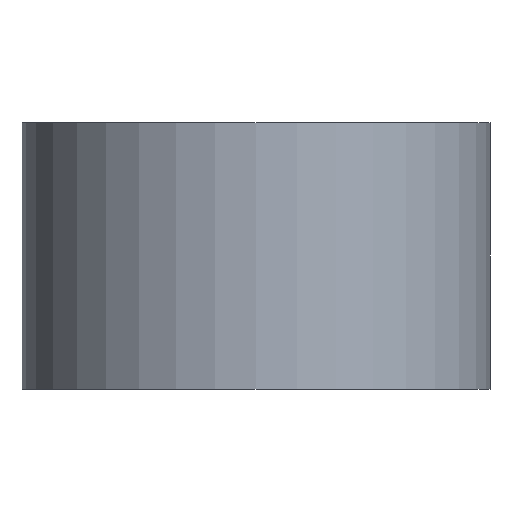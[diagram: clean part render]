
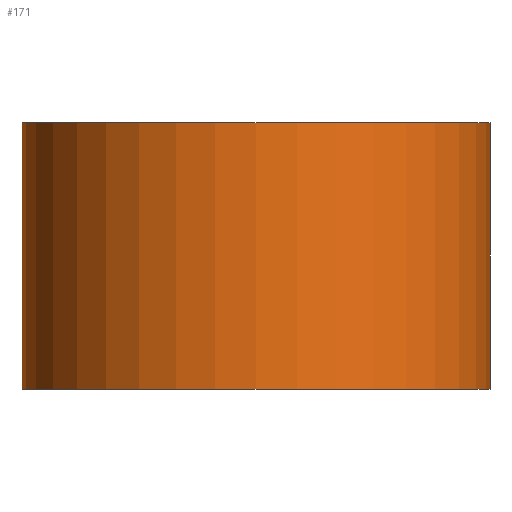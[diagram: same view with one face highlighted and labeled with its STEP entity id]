
A CAD part, front view. The second image highlights one B-rep face of the part: STEP entity #171.
In plain terms, the highlighted cylindrical face has radius 13.919 mm (diameter 27.838 mm), a partial arc.
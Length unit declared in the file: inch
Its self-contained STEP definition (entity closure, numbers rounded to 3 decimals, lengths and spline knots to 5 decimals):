
#11 = ORIENTED_EDGE ( 'NONE', *, *, #139, .F. ) ;
#39 = FACE_OUTER_BOUND ( 'NONE', #426, .T. ) ;
#40 = VERTEX_POINT ( 'NONE', #447 ) ;
#45 = DIRECTION ( 'NONE',  ( 0., 0., -1. ) ) ;
#59 = EDGE_CURVE ( 'NONE', #327, #40, #241, .T. ) ;
#78 = ORIENTED_EDGE ( 'NONE', *, *, #59, .F. ) ;
#85 = ORIENTED_EDGE ( 'NONE', *, *, #448, .T. ) ;
#101 = DIRECTION ( 'NONE',  ( 1., 0., 0. ) ) ;
#108 = VECTOR ( 'NONE', #45, 39.37008 ) ;
#119 = LINE ( 'NONE', #375, #108 ) ;
#130 = DIRECTION ( 'NONE',  ( 0., 0., -1. ) ) ;
#136 = CARTESIAN_POINT ( 'NONE',  ( 0.5, -0.92, 0.3125 ) ) ;
#139 = EDGE_CURVE ( 'NONE', #40, #387, #326, .T. ) ;
#141 = CARTESIAN_POINT ( 'NONE',  ( 0.5, -1.468, 0.3125 ) ) ;
#167 = DIRECTION ( 'NONE',  ( 0., 0., -1. ) ) ;
#171 = ADVANCED_FACE ( 'NONE', ( #39 ), #245, .T. ) ;
#178 = DIRECTION ( 'NONE',  ( -1., 0., 0. ) ) ;
#198 = CARTESIAN_POINT ( 'NONE',  ( 0.5, -0.92, 0.3125 ) ) ;
#205 = CARTESIAN_POINT ( 'NONE',  ( -0.048, -1.468, 0.3125 ) ) ;
#239 = AXIS2_PLACEMENT_3D ( 'NONE', #476, #440, #428 ) ;
#241 = LINE ( 'NONE', #136, #467 ) ;
#245 = CYLINDRICAL_SURFACE ( 'NONE', #474, 0.548 ) ;
#249 = CARTESIAN_POINT ( 'NONE',  ( 0.5, -1.468, 0.3125 ) ) ;
#267 = CIRCLE ( 'NONE', #325, 0.548 ) ;
#282 = ORIENTED_EDGE ( 'NONE', *, *, #437, .T. ) ;
#299 = VERTEX_POINT ( 'NONE', #205 ) ;
#304 = CARTESIAN_POINT ( 'NONE',  ( -0.048, -1.468, -0.3125 ) ) ;
#325 = AXIS2_PLACEMENT_3D ( 'NONE', #249, #130, #101 ) ;
#326 = CIRCLE ( 'NONE', #239, 0.548 ) ;
#327 = VERTEX_POINT ( 'NONE', #198 ) ;
#375 = CARTESIAN_POINT ( 'NONE',  ( -0.048, -1.468, 0.3125 ) ) ;
#387 = VERTEX_POINT ( 'NONE', #304 ) ;
#404 = DIRECTION ( 'NONE',  ( 0., 0., -1. ) ) ;
#426 = EDGE_LOOP ( 'NONE', ( #11, #78, #85, #282 ) ) ;
#428 = DIRECTION ( 'NONE',  ( 1., 0., 0. ) ) ;
#437 = EDGE_CURVE ( 'NONE', #299, #387, #119, .T. ) ;
#440 = DIRECTION ( 'NONE',  ( 0., 0., -1. ) ) ;
#447 = CARTESIAN_POINT ( 'NONE',  ( 0.5, -0.92, -0.3125 ) ) ;
#448 = EDGE_CURVE ( 'NONE', #327, #299, #267, .T. ) ;
#467 = VECTOR ( 'NONE', #404, 39.37008 ) ;
#474 = AXIS2_PLACEMENT_3D ( 'NONE', #141, #167, #178 ) ;
#476 = CARTESIAN_POINT ( 'NONE',  ( 0.5, -1.468, -0.3125 ) ) ;
